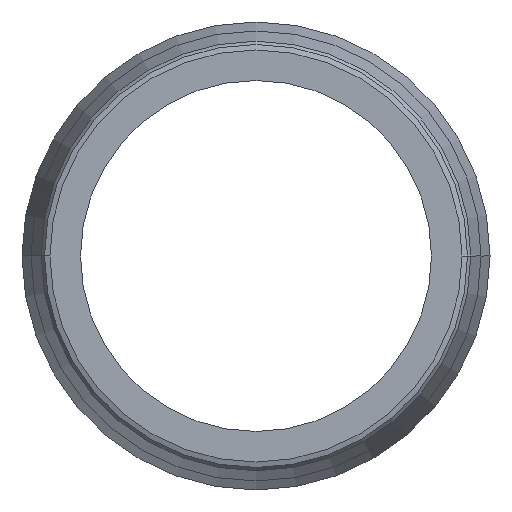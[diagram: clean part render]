
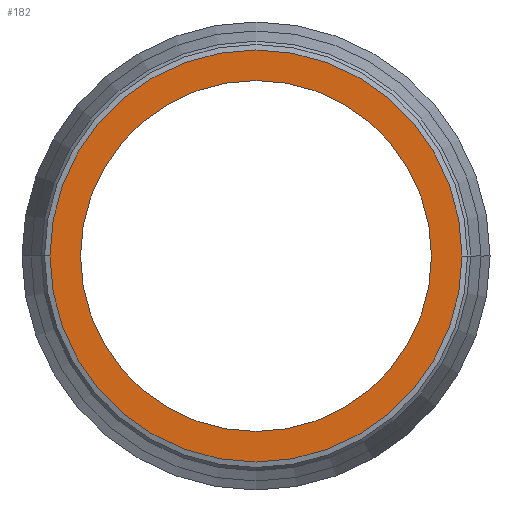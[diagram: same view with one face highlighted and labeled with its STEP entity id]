
A CAD part, left-side view. The second image highlights one B-rep face of the part: STEP entity #182.
In plain terms, the highlighted planar face has unit normal (-1, 0, 0).
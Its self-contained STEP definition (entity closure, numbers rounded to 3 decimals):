
#182=ADVANCED_FACE('',(#360,#361),#362,.T.);
#360=FACE_OUTER_BOUND('',#530,.T.);
#361=FACE_BOUND('',#531,.T.);
#362=PLANE('',#532);
#530=EDGE_LOOP('',(#952,#953));
#531=EDGE_LOOP('',(#954,#955));
#532=AXIS2_PLACEMENT_3D('',#956,#957,#958);
#952=ORIENTED_EDGE('',*,*,#1081,.F.);
#953=ORIENTED_EDGE('',*,*,#1077,.F.);
#954=ORIENTED_EDGE('',*,*,#1083,.T.);
#955=ORIENTED_EDGE('',*,*,#1074,.T.);
#956=CARTESIAN_POINT('',(-80.067,-21.196,0.0));
#957=DIRECTION('',(-1.0,0.0,0.0));
#958=DIRECTION('',(0.0,0.0,1.0));
#1074=EDGE_CURVE('',#1284,#1286,#1288,.T.);
#1077=EDGE_CURVE('',#1290,#1292,#1293,.T.);
#1081=EDGE_CURVE('',#1292,#1290,#1297,.T.);
#1083=EDGE_CURVE('',#1286,#1284,#1299,.T.);
#1284=VERTEX_POINT('',#1546);
#1286=VERTEX_POINT('',#1549);
#1288=CIRCLE('',#1552,19.5);
#1290=VERTEX_POINT('',#1554);
#1292=VERTEX_POINT('',#1557);
#1293=CIRCLE('',#1558,22.893);
#1297=CIRCLE('',#1563,22.893);
#1299=CIRCLE('',#1565,19.5);
#1546=CARTESIAN_POINT('',(-80.067,-19.5,0.));
#1549=CARTESIAN_POINT('',(-80.067,19.5,0.));
#1552=AXIS2_PLACEMENT_3D('',#1776,#1777,#1778);
#1554=CARTESIAN_POINT('',(-80.067,-22.893,0.));
#1557=CARTESIAN_POINT('',(-80.067,22.893,0.));
#1558=AXIS2_PLACEMENT_3D('',#1780,#1781,#1782);
#1563=AXIS2_PLACEMENT_3D('',#1787,#1788,#1789);
#1565=AXIS2_PLACEMENT_3D('',#1790,#1791,#1792);
#1776=CARTESIAN_POINT('',(-80.067,0.,0.0));
#1777=DIRECTION('',(1.0,0.0,0.0));
#1778=DIRECTION('',(0.0,-1.0,0.0));
#1780=CARTESIAN_POINT('',(-80.067,0.,0.0));
#1781=DIRECTION('',(1.0,0.0,0.0));
#1782=DIRECTION('',(0.0,-1.0,0.0));
#1787=CARTESIAN_POINT('',(-80.067,0.,0.0));
#1788=DIRECTION('',(1.0,0.0,0.0));
#1789=DIRECTION('',(0.0,-1.0,0.0));
#1790=CARTESIAN_POINT('',(-80.067,0.,0.0));
#1791=DIRECTION('',(1.0,0.0,0.0));
#1792=DIRECTION('',(0.0,-1.0,0.0));
